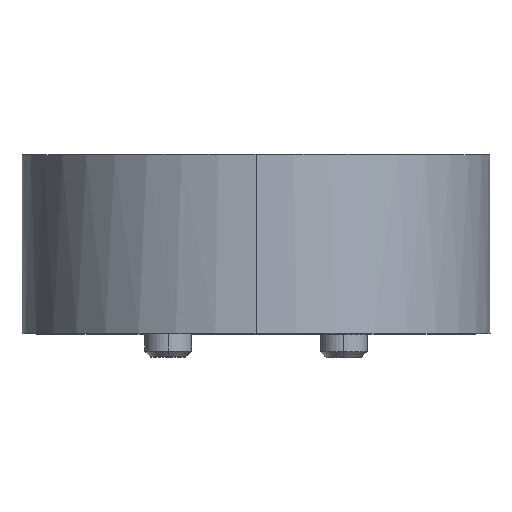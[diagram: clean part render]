
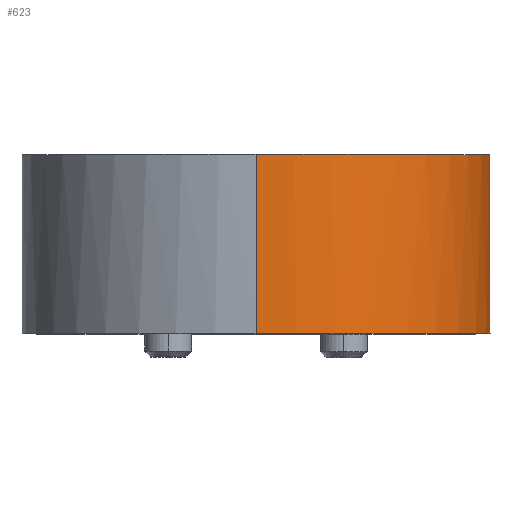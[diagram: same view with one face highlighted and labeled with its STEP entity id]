
A CAD part, top view. The second image highlights one B-rep face of the part: STEP entity #623.
In plain terms, the highlighted cylindrical face has radius 20 mm (diameter 40 mm), a partial arc.
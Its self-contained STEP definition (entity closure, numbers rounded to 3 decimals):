
#5 = ORIENTED_EDGE ( 'NONE', *, *, #275, .F. ) ;
#49 = CARTESIAN_POINT ( 'NONE',  ( 0., 0., -20. ) ) ;
#63 = ORIENTED_EDGE ( 'NONE', *, *, #612, .T. ) ;
#126 = VERTEX_POINT ( 'NONE', #1792 ) ;
#164 = DIRECTION ( 'NONE',  ( 0., 0., -1. ) ) ;
#166 = EDGE_CURVE ( 'NONE', #126, #1804, #541, .T. ) ;
#185 = AXIS2_PLACEMENT_3D ( 'NONE', #1626, #364, #164 ) ;
#216 = CIRCLE ( 'NONE', #1100, 20. ) ;
#275 = EDGE_CURVE ( 'NONE', #1804, #2049, #861, .T. ) ;
#284 = CIRCLE ( 'NONE', #558, 20. ) ;
#309 = EDGE_CURVE ( 'NONE', #331, #345, #1669, .T. ) ;
#331 = VERTEX_POINT ( 'NONE', #49 ) ;
#345 = VERTEX_POINT ( 'NONE', #1709 ) ;
#360 = DIRECTION ( 'NONE',  ( 0., 1., 0. ) ) ;
#364 = DIRECTION ( 'NONE',  ( 0., -1., 0. ) ) ;
#461 = VERTEX_POINT ( 'NONE', #1284 ) ;
#541 = CIRCLE ( 'NONE', #2066, 20. ) ;
#558 = AXIS2_PLACEMENT_3D ( 'NONE', #965, #827, #1168 ) ;
#612 = EDGE_CURVE ( 'NONE', #461, #345, #284, .T. ) ;
#623 = ADVANCED_FACE ( 'NONE', ( #819 ), #1490, .T. ) ;
#759 = LINE ( 'NONE', #1043, #1746 ) ;
#819 = FACE_OUTER_BOUND ( 'NONE', #2104, .T. ) ;
#827 = DIRECTION ( 'NONE',  ( 0., 1., 0. ) ) ;
#861 = LINE ( 'NONE', #1854, #1693 ) ;
#895 = CARTESIAN_POINT ( 'NONE',  ( 18.607, 0., -7.333 ) ) ;
#965 = CARTESIAN_POINT ( 'NONE',  ( 0., -7.3, 0. ) ) ;
#1037 = ORIENTED_EDGE ( 'NONE', *, *, #2032, .T. ) ;
#1043 = CARTESIAN_POINT ( 'NONE',  ( 0., 8., 20. ) ) ;
#1100 = AXIS2_PLACEMENT_3D ( 'NONE', #1817, #360, #1656 ) ;
#1168 = DIRECTION ( 'NONE',  ( 0., 0., 1. ) ) ;
#1172 = DIRECTION ( 'NONE',  ( 0., 1., 0. ) ) ;
#1202 = ORIENTED_EDGE ( 'NONE', *, *, #166, .F. ) ;
#1230 = CARTESIAN_POINT ( 'NONE',  ( 0., 8., -20. ) ) ;
#1239 = ORIENTED_EDGE ( 'NONE', *, *, #309, .F. ) ;
#1284 = CARTESIAN_POINT ( 'NONE',  ( 0., -7.3, 20. ) ) ;
#1308 = DIRECTION ( 'NONE',  ( 0., 0., 1. ) ) ;
#1352 = DIRECTION ( 'NONE',  ( 0., -1., 0. ) ) ;
#1381 = DIRECTION ( 'NONE',  ( 0., -1., 0. ) ) ;
#1404 = DIRECTION ( 'NONE',  ( 0., -1., 0. ) ) ;
#1490 = CYLINDRICAL_SURFACE ( 'NONE', #185, 20. ) ;
#1626 = CARTESIAN_POINT ( 'NONE',  ( 0., 8., 0. ) ) ;
#1656 = DIRECTION ( 'NONE',  ( 0., 0., 1. ) ) ;
#1663 = ORIENTED_EDGE ( 'NONE', *, *, #1890, .F. ) ;
#1669 = LINE ( 'NONE', #1230, #1803 ) ;
#1693 = VECTOR ( 'NONE', #1352, 1000. ) ;
#1709 = CARTESIAN_POINT ( 'NONE',  ( 0., -7.3, -20. ) ) ;
#1746 = VECTOR ( 'NONE', #1404, 1000. ) ;
#1792 = CARTESIAN_POINT ( 'NONE',  ( 0., 8., 20. ) ) ;
#1803 = VECTOR ( 'NONE', #1381, 1000. ) ;
#1804 = VERTEX_POINT ( 'NONE', #2000 ) ;
#1817 = CARTESIAN_POINT ( 'NONE',  ( 0., 0., 0. ) ) ;
#1854 = CARTESIAN_POINT ( 'NONE',  ( 18.607, 8., -7.333 ) ) ;
#1890 = EDGE_CURVE ( 'NONE', #2049, #331, #216, .T. ) ;
#1964 = CARTESIAN_POINT ( 'NONE',  ( 0., 8., 0. ) ) ;
#2000 = CARTESIAN_POINT ( 'NONE',  ( 18.607, 8., -7.333 ) ) ;
#2032 = EDGE_CURVE ( 'NONE', #126, #461, #759, .T. ) ;
#2049 = VERTEX_POINT ( 'NONE', #895 ) ;
#2066 = AXIS2_PLACEMENT_3D ( 'NONE', #1964, #1172, #1308 ) ;
#2104 = EDGE_LOOP ( 'NONE', ( #1202, #1037, #63, #1239, #1663, #5 ) ) ;
